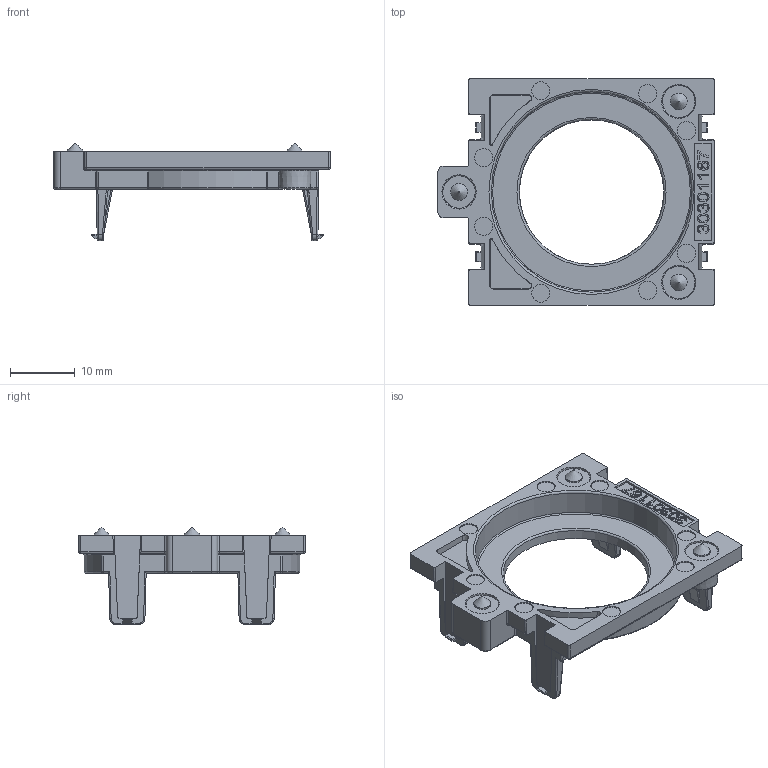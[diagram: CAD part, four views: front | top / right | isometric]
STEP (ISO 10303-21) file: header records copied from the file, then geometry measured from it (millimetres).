
FILE_DESCRIPTION(/* description */ (''),/* implementation_level */ '2;1');
FILE_NAME(/* name */ 'FILE_STP_CAD_DRAWING_3d_LPFXAU00_prt.stp',/* time_stamp */ '2021-09-08T13:55:04+02:00',/* author */ (''),/* organization */ (''),/* preprocessor_version */ 'ST-DEVELOPER v16.7',/* originating_system */ 'SIEMENS PLM Software NX 12.0',/* authorisation */ '');
FILE_SCHEMA (('AUTOMOTIVE_DESIGN { 1 0 10303 214 3 1 1 1 }'));
Length unit declared in the file: millimetre
Products named in the file (1): 3d_LPFXAU00
Bounding box: 42.8 x 35 x 15.1 mm (x, y, z)
Surface area: 3868.2 mm2 (no closed solid volume)
Topology: 0 solids, 4 shells, 423 faces, 1090 edges, 682 vertices
Faces by surface type: plane 156, cylinder 145, bspline 54, extrusion 29, torus 18, cone 11, sphere 10
Full cylindrical faces by diameter (mm): 2.6 x3, 2.8 x8, 5 x3, 5.3 x3
Entity records: 14383 total; most frequent: CARTESIAN_POINT 4447, ORIENTED_EDGE 2058, DIRECTION 1985, EDGE_CURVE 1047, AXIS2_PLACEMENT_3D 725, VERTEX_POINT 679, VECTOR 535, LINE 506
